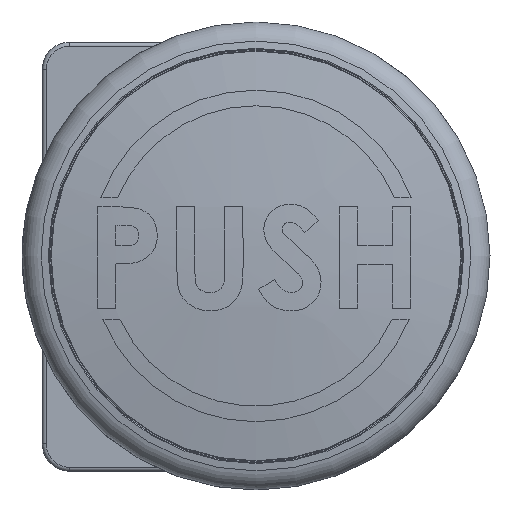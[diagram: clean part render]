
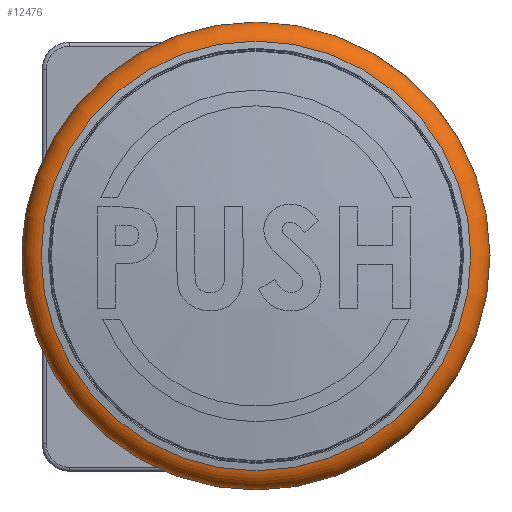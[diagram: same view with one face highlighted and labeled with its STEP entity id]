
A CAD part, top view. The second image highlights one B-rep face of the part: STEP entity #12476.
In plain terms, the highlighted toroidal (fillet/blend) face has major radius 27 mm and minor radius 3 mm.
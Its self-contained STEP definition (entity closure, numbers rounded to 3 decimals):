
#594=FACE_BOUND($,#4368,.T.);
#3578=FACE_OUTER_BOUND($,#4367,.T.);
#4367=EDGE_LOOP($,(#10323));
#4368=EDGE_LOOP($,(#10324));
#5059=CIRCLE($,#13449,30.);
#5061=CIRCLE($,#13452,27.545);
#6001=VERTEX_POINT($,#24313);
#6002=VERTEX_POINT($,#24317);
#7547=EDGE_CURVE($,#6001,#6001,#5059,.T.);
#7549=EDGE_CURVE($,#6002,#6002,#5061,.T.);
#10323=ORIENTED_EDGE($,*,*,#7549,.F.);
#10324=ORIENTED_EDGE($,*,*,#7547,.F.);
#12070=TOROIDAL_SURFACE($,#13453,27.,3.);
#12476=ADVANCED_FACE($,(#3578,#594),#12070,.T.);
#13449=AXIS2_PLACEMENT_3D($,#24314,#15818,#15819);
#13452=AXIS2_PLACEMENT_3D($,#24318,#15824,#15825);
#13453=AXIS2_PLACEMENT_3D($,#24319,#15826,#15827);
#15818=DIRECTION('center_axis',(0.,-1.,0.));
#15819=DIRECTION('ref_axis',(0.,0.,-1.));
#15824=DIRECTION('center_axis',(0.,1.,0.));
#15825=DIRECTION('ref_axis',(0.,0.,-1.));
#15826=DIRECTION('center_axis',(0.,-1.,0.));
#15827=DIRECTION('ref_axis',(0.,0.,-1.));
#24313=CARTESIAN_POINT('',(0.,38.525,-30.));
#24314=CARTESIAN_POINT('Origin',(0.,38.525,0.));
#24317=CARTESIAN_POINT('',(0.,41.475,-27.545));
#24318=CARTESIAN_POINT('Origin',(0.,41.475,0.));
#24319=CARTESIAN_POINT('Origin',(0.,38.525,0.));
